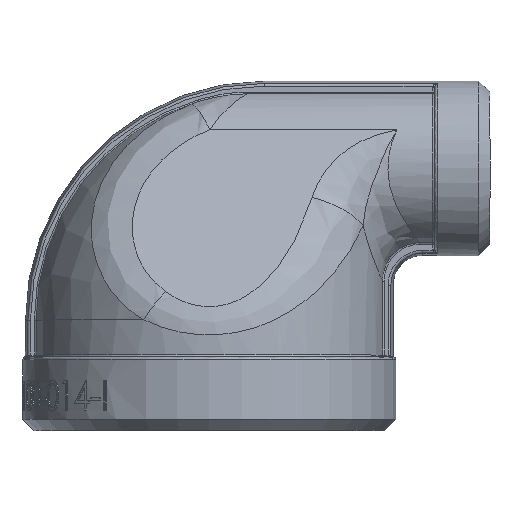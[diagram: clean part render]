
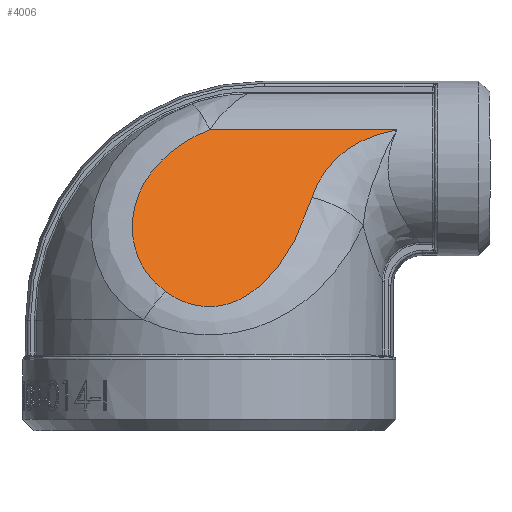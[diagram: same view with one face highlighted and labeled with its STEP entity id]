
A CAD part, top view. The second image highlights one B-rep face of the part: STEP entity #4006.
In plain terms, the highlighted planar face has unit normal (0, 0.489, 0.872).
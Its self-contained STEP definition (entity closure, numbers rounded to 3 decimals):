
#204 = VECTOR ( 'NONE', #15271, 1000. ) ;
#1631 = CARTESIAN_POINT ( 'NONE',  ( -4.754, -13.418, 17.271 ) ) ;
#1717 = CARTESIAN_POINT ( 'NONE',  ( 11.17, -3.196, 11.538 ) ) ;
#2253 = CARTESIAN_POINT ( 'NONE',  ( 20.385, 4.158, 7.414 ) ) ;
#2273 = CARTESIAN_POINT ( 'NONE',  ( 0.056, 4.158, 7.414 ) ) ;
#2717 = FACE_OUTER_BOUND ( 'NONE', #5818, .T. ) ;
#2733 = DIRECTION ( 'NONE',  ( 0., -0.872, 0.489 ) ) ;
#2746 = CARTESIAN_POINT ( 'NONE',  ( 30.5, 4.158, 7.414 ) ) ;
#2813 = PLANE ( 'NONE',  #10939 ) ;
#2838 = DIRECTION ( 'NONE',  ( 0., -0.489, -0.872 ) ) ;
#3704 = EDGE_CURVE ( 'NONE', #4848, #4518, #10528, .T. ) ;
#3724 = EDGE_CURVE ( 'NONE', #4486, #4882, #10545, .T. ) ;
#3725 = EDGE_CURVE ( 'NONE', #4518, #4486, #15971, .T. ) ;
#4006 = ADVANCED_FACE ( 'NONE', ( #2717 ), #2813, .F. ) ;
#4486 = VERTEX_POINT ( 'NONE', #1631 ) ;
#4518 = VERTEX_POINT ( 'NONE', #1717 ) ;
#4848 = VERTEX_POINT ( 'NONE', #2253 ) ;
#4882 = VERTEX_POINT ( 'NONE', #2273 ) ;
#4994 = ORIENTED_EDGE ( 'NONE', *, *, #3724, .F. ) ;
#4996 = ORIENTED_EDGE ( 'NONE', *, *, #16214, .F. ) ;
#5002 = ORIENTED_EDGE ( 'NONE', *, *, #3725, .F. ) ;
#5024 = ORIENTED_EDGE ( 'NONE', *, *, #3704, .F. ) ;
#5818 = EDGE_LOOP ( 'NONE', ( #5024, #4996, #4994, #5002 ) ) ;
#10528 = B_SPLINE_CURVE_WITH_KNOTS ( 'NONE', 3,
 ( #17332, #17357, #17365, #17329, #17333, #17339, #17346, #17331, #17334, #17356, #17358, #17338, #17352 ),
 .UNSPECIFIED., .F., .F.,
 ( 4, 2, 1, 1, 1, 1, 1, 1, 1, 4 ),
 ( -0.002, 0., 0.131, 0.262, 0.394, 0.525, 0.656, 0.787, 1.049, 1.312 ),
 .UNSPECIFIED. ) ;
#10545 = B_SPLINE_CURVE_WITH_KNOTS ( 'NONE', 3,
 ( #17433, #17452, #17463, #17434, #17459, #17436, #17441, #17443 ),
 .UNSPECIFIED., .F., .F.,
 ( 4, 1, 1, 1, 1, 4 ),
 ( 0., 0.353, 0.706, 1.413, 2.119, 2.473 ),
 .UNSPECIFIED. ) ;
#10939 = AXIS2_PLACEMENT_3D ( 'NONE', #2746, #2838, #2733 ) ;
#15255 = LINE ( 'NONE', #15280, #204 ) ;
#15271 = DIRECTION ( 'NONE',  ( 1., 0., 0. ) ) ;
#15280 = CARTESIAN_POINT ( 'NONE',  ( 15.25, 4.158, 7.414 ) ) ;
#15971 =( BOUNDED_CURVE ( )  B_SPLINE_CURVE ( 3, ( #17447, #17470, #17456, #17457 ),
 .UNSPECIFIED., .F., .T. ) 
 B_SPLINE_CURVE_WITH_KNOTS ( ( 4, 4 ),
 ( 5.208, 6.667 ),
 .UNSPECIFIED. ) 
 CURVE ( )  GEOMETRIC_REPRESENTATION_ITEM ( )  RATIONAL_B_SPLINE_CURVE ( ( 1., 0.83, 0.83, 1. ) ) 
 REPRESENTATION_ITEM ( '' )  );
#16214 = EDGE_CURVE ( 'NONE', #4882, #4848, #15255, .T. ) ;
#17329 = CARTESIAN_POINT ( 'NONE',  ( 19.94, 4.064, 7.466 ) ) ;
#17331 = CARTESIAN_POINT ( 'NONE',  ( 15.531, 2.416, 8.391 ) ) ;
#17332 = CARTESIAN_POINT ( 'NONE',  ( 20.385, 4.158, 7.414 ) ) ;
#17333 = CARTESIAN_POINT ( 'NONE',  ( 19.094, 3.874, 7.573 ) ) ;
#17334 = CARTESIAN_POINT ( 'NONE',  ( 14.501, 1.689, 8.798 ) ) ;
#17338 = CARTESIAN_POINT ( 'NONE',  ( 11.394, -2.459, 11.125 ) ) ;
#17339 = CARTESIAN_POINT ( 'NONE',  ( 17.844, 3.508, 7.778 ) ) ;
#17346 = CARTESIAN_POINT ( 'NONE',  ( 16.645, 3.021, 8.051 ) ) ;
#17352 = CARTESIAN_POINT ( 'NONE',  ( 11.17, -3.196, 11.538 ) ) ;
#17356 = CARTESIAN_POINT ( 'NONE',  ( 13.271, 0.582, 9.419 ) ) ;
#17357 = CARTESIAN_POINT ( 'NONE',  ( 20.378, 4.157, 7.414 ) ) ;
#17358 = CARTESIAN_POINT ( 'NONE',  ( 12.036, -1.009, 10.312 ) ) ;
#17365 = CARTESIAN_POINT ( 'NONE',  ( 20.372, 4.155, 7.415 ) ) ;
#17433 = CARTESIAN_POINT ( 'NONE',  ( -4.754, -13.418, 17.271 ) ) ;
#17434 = CARTESIAN_POINT ( 'NONE',  ( -8.773, -7.216, 13.793 ) ) ;
#17436 = CARTESIAN_POINT ( 'NONE',  ( -4.111, 2.213, 8.504 ) ) ;
#17441 = CARTESIAN_POINT ( 'NONE',  ( -1.027, 3.755, 7.639 ) ) ;
#17443 = CARTESIAN_POINT ( 'NONE',  ( 0.056, 4.158, 7.414 ) ) ;
#17447 = CARTESIAN_POINT ( 'NONE',  ( 11.17, -3.196, 11.538 ) ) ;
#17452 = CARTESIAN_POINT ( 'NONE',  ( -5.662, -12.765, 16.905 ) ) ;
#17456 = CARTESIAN_POINT ( 'NONE',  ( 1.546, -17.952, 19.814 ) ) ;
#17457 = CARTESIAN_POINT ( 'NONE',  ( -4.754, -13.418, 17.271 ) ) ;
#17459 = CARTESIAN_POINT ( 'NONE',  ( -7.95, -1.905, 10.814 ) ) ;
#17463 = CARTESIAN_POINT ( 'NONE',  ( -7.176, -11.15, 15.999 ) ) ;
#17470 = CARTESIAN_POINT ( 'NONE',  ( 7.937, -13.849, 17.513 ) ) ;
